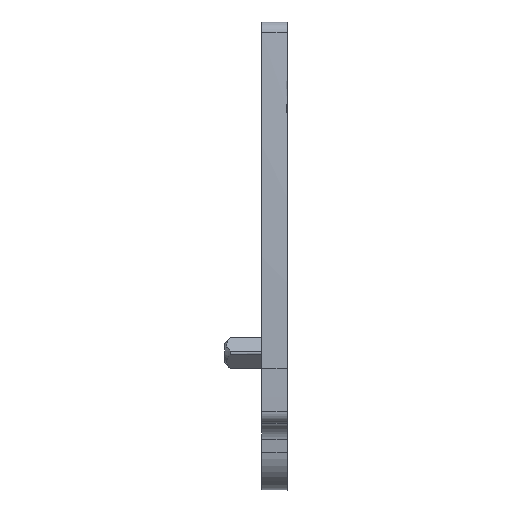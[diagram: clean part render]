
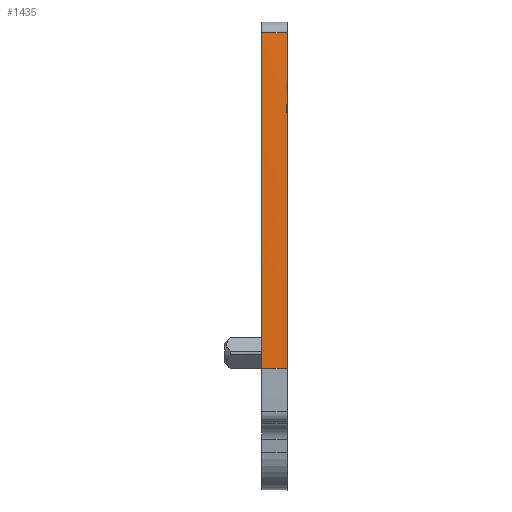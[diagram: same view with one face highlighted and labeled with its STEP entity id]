
A CAD part, front view. The second image highlights one B-rep face of the part: STEP entity #1435.
In plain terms, the highlighted cylindrical face has radius 250 mm (diameter 500 mm), a partial arc.
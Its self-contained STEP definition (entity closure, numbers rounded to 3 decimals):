
#350=AXIS2_PLACEMENT_3D('Circle Axis2P3D',#348,#349,$) ;
#641=AXIS2_PLACEMENT_3D('Circle Axis2P3D',#639,#640,$) ;
#1392=AXIS2_PLACEMENT_3D('Cylinder Axis2P3D',#1389,#1390,#1391) ;
#1396=AXIS2_PLACEMENT_3D('Circle Axis2P3D',#1394,#1395,$) ;
#1410=AXIS2_PLACEMENT_3D('Circle Axis2P3D',#1408,#1409,$) ;
#345=CARTESIAN_POINT('Vertex',(3.,0.,9.9)) ;
#348=CARTESIAN_POINT('Axis2P3D Location',(3.,250.,10.)) ;
#352=CARTESIAN_POINT('Vertex',(3.,1.485,37.209)) ;
#636=CARTESIAN_POINT('Vertex',(5.1,1.485,37.209)) ;
#639=CARTESIAN_POINT('Axis2P3D Location',(5.1,250.,10.)) ;
#643=CARTESIAN_POINT('Vertex',(5.1,0.918,31.4)) ;
#1374=CARTESIAN_POINT('Vertex',(5.1,0.,9.9)) ;
#1377=CARTESIAN_POINT('Line Origine',(4.05,0.,9.9)) ;
#1389=CARTESIAN_POINT('Axis2P3D Location',(4.05,250.,10.)) ;
#1394=CARTESIAN_POINT('Axis2P3D Location',(5.1,250.,10.)) ;
#1398=CARTESIAN_POINT('Vertex',(5.1,0.858,30.7)) ;
#1401=CARTESIAN_POINT('Line Origine',(4.05,0.858,30.7)) ;
#1405=CARTESIAN_POINT('Vertex',(5.,0.858,30.7)) ;
#1408=CARTESIAN_POINT('Axis2P3D Location',(5.,250.,10.)) ;
#1412=CARTESIAN_POINT('Vertex',(5.,0.918,31.4)) ;
#1415=CARTESIAN_POINT('Line Origine',(4.05,0.918,31.4)) ;
#1420=CARTESIAN_POINT('Line Origine',(4.05,1.485,37.209)) ;
#349=DIRECTION('Axis2P3D Direction',(1.,0.,0.)) ;
#640=DIRECTION('Axis2P3D Direction',(1.,0.,0.)) ;
#1378=DIRECTION('Vector Direction',(1.,0.,0.)) ;
#1390=DIRECTION('Axis2P3D Direction',(1.,0.,0.)) ;
#1391=DIRECTION('Axis2P3D XDirection',(0.,-0.994,0.109)) ;
#1395=DIRECTION('Axis2P3D Direction',(1.,0.,0.)) ;
#1402=DIRECTION('Vector Direction',(1.,0.,0.)) ;
#1409=DIRECTION('Axis2P3D Direction',(1.,0.,0.)) ;
#1416=DIRECTION('Vector Direction',(1.,0.,0.)) ;
#1421=DIRECTION('Vector Direction',(1.,0.,0.)) ;
#1379=VECTOR('Line Direction',#1378,1.) ;
#1403=VECTOR('Line Direction',#1402,1.) ;
#1417=VECTOR('Line Direction',#1416,1.) ;
#1422=VECTOR('Line Direction',#1421,1.) ;
#1426=ORIENTED_EDGE('',*,*,#1381,.T.) ;
#1427=ORIENTED_EDGE('',*,*,#1400,.F.) ;
#1428=ORIENTED_EDGE('',*,*,#1407,.T.) ;
#1429=ORIENTED_EDGE('',*,*,#1414,.F.) ;
#1430=ORIENTED_EDGE('',*,*,#1419,.F.) ;
#1431=ORIENTED_EDGE('',*,*,#645,.F.) ;
#1432=ORIENTED_EDGE('',*,*,#1424,.F.) ;
#1433=ORIENTED_EDGE('',*,*,#354,.F.) ;
#1435=ADVANCED_FACE('AEP',(#1434),#1393,.T.) ;
#351=CIRCLE('generated circle',#350,250.) ;
#642=CIRCLE('generated circle',#641,250.) ;
#1397=CIRCLE('generated circle',#1396,250.) ;
#1411=CIRCLE('generated circle',#1410,250.) ;
#1393=CYLINDRICAL_SURFACE('generated cylinder',#1392,250.) ;
#354=EDGE_CURVE('',#346,#353,#351,.F.) ;
#645=EDGE_CURVE('',#637,#644,#642,.T.) ;
#1381=EDGE_CURVE('',#346,#1375,#1380,.T.) ;
#1400=EDGE_CURVE('',#1399,#1375,#1397,.T.) ;
#1407=EDGE_CURVE('',#1399,#1406,#1404,.F.) ;
#1414=EDGE_CURVE('',#1413,#1406,#1411,.T.) ;
#1419=EDGE_CURVE('',#644,#1413,#1418,.F.) ;
#1424=EDGE_CURVE('',#353,#637,#1423,.T.) ;
#1425=EDGE_LOOP('',(#1426,#1427,#1428,#1429,#1430,#1431,#1432,#1433)) ;
#1434=FACE_OUTER_BOUND('',#1425,.T.) ;
#1380=LINE('Line',#1377,#1379) ;
#1404=LINE('Line',#1401,#1403) ;
#1418=LINE('Line',#1415,#1417) ;
#1423=LINE('Line',#1420,#1422) ;
#346=VERTEX_POINT('',#345) ;
#353=VERTEX_POINT('',#352) ;
#637=VERTEX_POINT('',#636) ;
#644=VERTEX_POINT('',#643) ;
#1375=VERTEX_POINT('',#1374) ;
#1399=VERTEX_POINT('',#1398) ;
#1406=VERTEX_POINT('',#1405) ;
#1413=VERTEX_POINT('',#1412) ;
